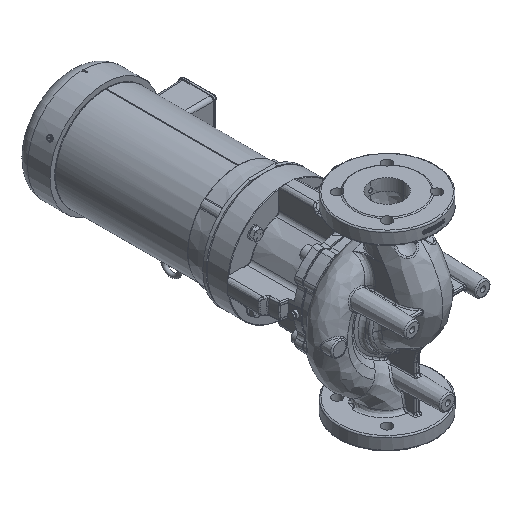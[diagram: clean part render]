
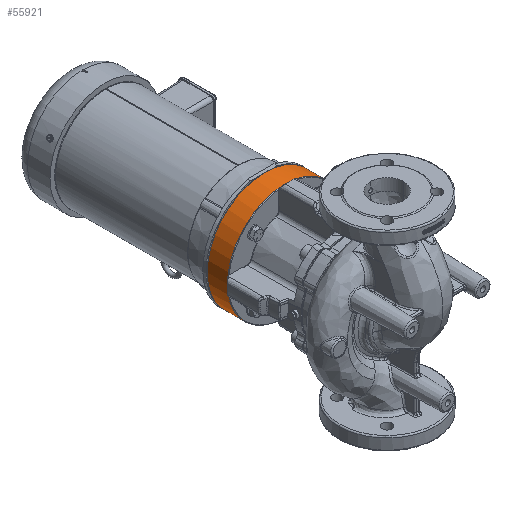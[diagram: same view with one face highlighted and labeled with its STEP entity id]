
A CAD part, isometric view. The second image highlights one B-rep face of the part: STEP entity #55921.
In plain terms, the highlighted cylindrical face has radius 114.5 mm (diameter 229 mm), a full revolution.
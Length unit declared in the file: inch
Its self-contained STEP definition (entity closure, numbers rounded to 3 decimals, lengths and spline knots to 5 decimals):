
#1089=CYLINDRICAL_SURFACE('',#59296,4.50787);
#2629=CIRCLE('',#59294,4.50787);
#2630=CIRCLE('',#59295,4.50787);
#2631=CIRCLE('',#59297,4.50787);
#2632=CIRCLE('',#59298,4.50787);
#5970=LINE('',#153627,#9698);
#9698=VECTOR('',#66368,4.50787);
#14191=FACE_OUTER_BOUND('',#17275,.T.);
#17275=EDGE_LOOP('',(#41235,#41236,#41237,#41238,#41239,#41240,#41241));
#20919=B_SPLINE_CURVE_WITH_KNOTS('',3,(#153630,#153631,#153632,#153633,
#153634,#153635,#153636,#153637,#153638,#153639,#153640,#153641,#153642,
#153643),.UNSPECIFIED.,.F.,.F.,(4,2,2,2,2,2,4),(-7.21954,-6.94731,
-6.45096,-5.95461,-5.44894,-4.94327,
-4.67305),.UNSPECIFIED.);
#23323=VERTEX_POINT('',#153618);
#23324=VERTEX_POINT('',#153619);
#23325=VERTEX_POINT('',#153624);
#23326=VERTEX_POINT('',#153625);
#23327=VERTEX_POINT('',#153628);
#30039=EDGE_CURVE('',#23323,#23324,#2629,.T.);
#30040=EDGE_CURVE('',#23324,#23323,#2630,.T.);
#30042=EDGE_CURVE('',#23325,#23326,#2631,.T.);
#30043=EDGE_CURVE('',#23326,#23324,#5970,.T.);
#30044=EDGE_CURVE('',#23326,#23327,#2632,.T.);
#30045=EDGE_CURVE('',#23327,#23325,#20919,.T.);
#41235=ORIENTED_EDGE('',*,*,#30042,.T.);
#41236=ORIENTED_EDGE('',*,*,#30043,.T.);
#41237=ORIENTED_EDGE('',*,*,#30040,.T.);
#41238=ORIENTED_EDGE('',*,*,#30039,.T.);
#41239=ORIENTED_EDGE('',*,*,#30043,.F.);
#41240=ORIENTED_EDGE('',*,*,#30044,.T.);
#41241=ORIENTED_EDGE('',*,*,#30045,.T.);
#55921=ADVANCED_FACE('',(#14191),#1089,.T.);
#59294=AXIS2_PLACEMENT_3D('',#153620,#66359,#66360);
#59295=AXIS2_PLACEMENT_3D('',#153621,#66361,#66362);
#59296=AXIS2_PLACEMENT_3D('',#153623,#66364,#66365);
#59297=AXIS2_PLACEMENT_3D('',#153626,#66366,#66367);
#59298=AXIS2_PLACEMENT_3D('',#153629,#66369,#66370);
#66359=DIRECTION('center_axis',(0.,-1.,0.));
#66360=DIRECTION('ref_axis',(1.,0.,0.));
#66361=DIRECTION('center_axis',(0.,-1.,0.));
#66362=DIRECTION('ref_axis',(1.,0.,0.));
#66364=DIRECTION('center_axis',(0.,-1.,0.));
#66365=DIRECTION('ref_axis',(1.,0.,0.));
#66366=DIRECTION('center_axis',(0.,1.,0.));
#66367=DIRECTION('ref_axis',(-1.,0.,0.));
#66368=DIRECTION('',(0.,1.,0.));
#66369=DIRECTION('center_axis',(0.,1.,0.));
#66370=DIRECTION('ref_axis',(-1.,0.,0.));
#153618=CARTESIAN_POINT('',(4.50787,6.5748,0.));
#153619=CARTESIAN_POINT('',(-4.50787,6.5748,0.));
#153620=CARTESIAN_POINT('Origin',(0.,6.5748,
0.));
#153621=CARTESIAN_POINT('Origin',(0.,6.5748,
0.));
#153623=CARTESIAN_POINT('Origin',(0.,6.61417,
0.));
#153624=CARTESIAN_POINT('',(4.00757,5.,-2.06405));
#153625=CARTESIAN_POINT('',(-4.50787,5.,0.));
#153626=CARTESIAN_POINT('Origin',(0.,5.,
0.));
#153627=CARTESIAN_POINT('',(-4.50787,6.61417,0.));
#153628=CARTESIAN_POINT('',(4.3324,5.,-1.24547));
#153629=CARTESIAN_POINT('Origin',(0.,5.,
0.));
#153630=CARTESIAN_POINT('Ctrl Pts',(4.3324,5.,-1.24547));
#153631=CARTESIAN_POINT('Ctrl Pts',(4.3268,5.03159,-1.26498));
#153632=CARTESIAN_POINT('Ctrl Pts',(4.32015,5.06047,-1.2876));
#153633=CARTESIAN_POINT('Ctrl Pts',(4.29935,5.13166,-1.35596));
#153634=CARTESIAN_POINT('Ctrl Pts',(4.2816,5.17127,-1.41171));
#153635=CARTESIAN_POINT('Ctrl Pts',(4.23978,5.22354,-1.53275));
#153636=CARTESIAN_POINT('Ctrl Pts',(4.21563,5.23622,-1.59801));
#153637=CARTESIAN_POINT('Ctrl Pts',(4.16725,5.23622,-1.72029));
#153638=CARTESIAN_POINT('Ctrl Pts',(4.1397,5.22311,-1.78552));
#153639=CARTESIAN_POINT('Ctrl Pts',(4.08618,5.17011,-1.90481));
#153640=CARTESIAN_POINT('Ctrl Pts',(4.06029,5.13023,-1.95889));
#153641=CARTESIAN_POINT('Ctrl Pts',(4.02787,5.05927,-2.02432));
#153642=CARTESIAN_POINT('Ctrl Pts',(4.01706,5.03098,-2.04562));
#153643=CARTESIAN_POINT('Ctrl Pts',(4.00757,5.,-2.06405));
